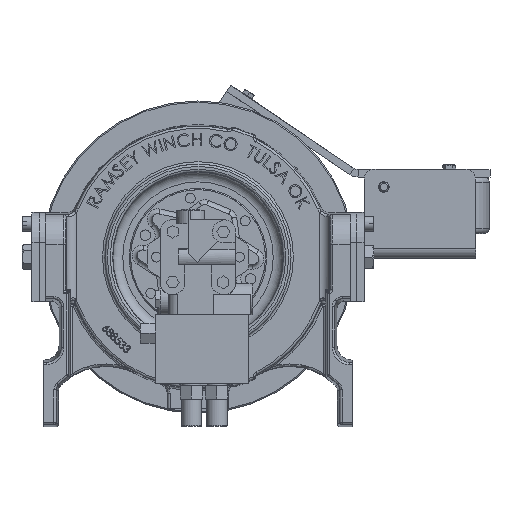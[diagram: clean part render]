
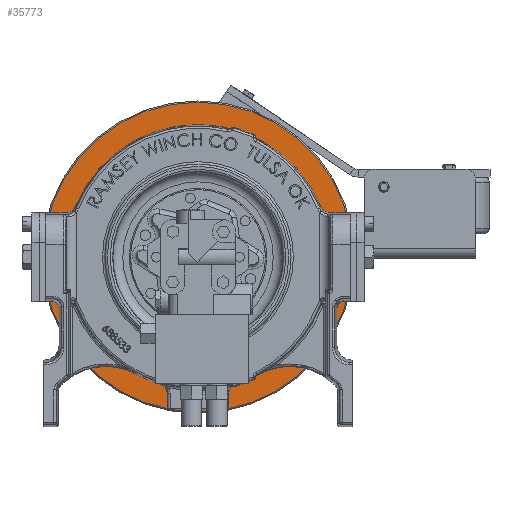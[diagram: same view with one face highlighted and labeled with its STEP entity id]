
A CAD part, left-side view. The second image highlights one B-rep face of the part: STEP entity #35773.
In plain terms, the highlighted planar face has unit normal (-1, 0, 0).
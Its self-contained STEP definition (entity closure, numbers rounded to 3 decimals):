
#2223=FACE_BOUND('',#6186,.T.);
#2748=PLANE('',#38570);
#4239=FACE_OUTER_BOUND('',#6185,.T.);
#6185=EDGE_LOOP('',(#29432,#29433));
#6186=EDGE_LOOP('',(#29434));
#13787=CIRCLE('',#38568,198.501);
#13788=CIRCLE('',#38569,198.501);
#13789=CIRCLE('',#38571,39.662);
#16475=VERTEX_POINT('',#81408);
#16476=VERTEX_POINT('',#81410);
#16477=VERTEX_POINT('',#81414);
#21474=EDGE_CURVE('',#16476,#16475,#13787,.T.);
#21475=EDGE_CURVE('',#16475,#16476,#13788,.T.);
#21476=EDGE_CURVE('',#16477,#16477,#13789,.T.);
#29432=ORIENTED_EDGE('',*,*,#21474,.T.);
#29433=ORIENTED_EDGE('',*,*,#21475,.T.);
#29434=ORIENTED_EDGE('',*,*,#21476,.T.);
#35773=ADVANCED_FACE('',(#4239,#2223),#2748,.T.);
#38568=AXIS2_PLACEMENT_3D('',#81411,#44767,#44768);
#38569=AXIS2_PLACEMENT_3D('',#81412,#44769,#44770);
#38570=AXIS2_PLACEMENT_3D('',#81413,#44771,#44772);
#38571=AXIS2_PLACEMENT_3D('',#81415,#44773,#44774);
#44767=DIRECTION('center_axis',(-1.,0.,0.));
#44768=DIRECTION('ref_axis',(0.,-1.,0.));
#44769=DIRECTION('center_axis',(-1.,0.,0.));
#44770=DIRECTION('ref_axis',(0.,-1.,0.));
#44771=DIRECTION('center_axis',(-1.,0.,0.));
#44772=DIRECTION('ref_axis',(0.,-1.,0.));
#44773=DIRECTION('center_axis',(1.,0.,0.));
#44774=DIRECTION('ref_axis',(0.,-1.,0.));
#81408=CARTESIAN_POINT('',(-227.711,156.972,1.575));
#81410=CARTESIAN_POINT('',(-227.711,553.974,1.575));
#81411=CARTESIAN_POINT('Origin',(-227.711,355.473,1.575));
#81412=CARTESIAN_POINT('Origin',(-227.711,355.473,1.575));
#81413=CARTESIAN_POINT('Origin',(-227.711,355.473,1.575));
#81414=CARTESIAN_POINT('',(-227.711,395.135,1.575));
#81415=CARTESIAN_POINT('Origin',(-227.711,355.473,1.575));
